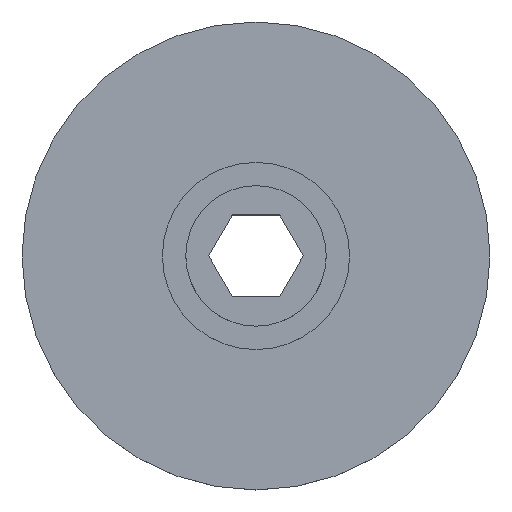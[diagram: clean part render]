
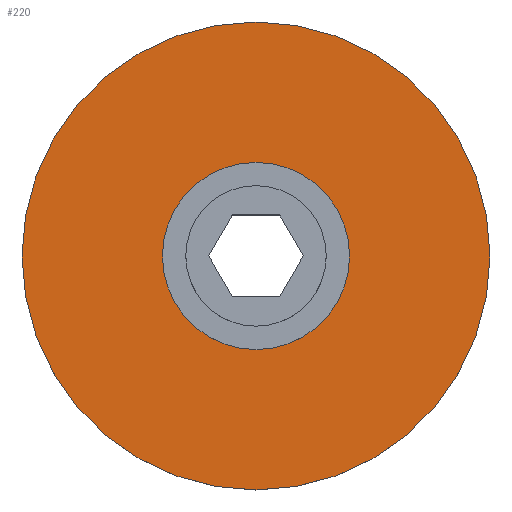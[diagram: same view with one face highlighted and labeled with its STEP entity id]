
A CAD part, top view. The second image highlights one B-rep face of the part: STEP entity #220.
In plain terms, the highlighted planar face has unit normal (0, 0, 1).
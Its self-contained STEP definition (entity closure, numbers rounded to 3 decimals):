
#17=FACE_BOUND('',#56,.T.);
#27=PLANE('',#253);
#40=FACE_OUTER_BOUND('',#55,.T.);
#55=EDGE_LOOP('',(#197));
#56=EDGE_LOOP('',(#198));
#104=CIRCLE('',#242,8.);
#105=CIRCLE('',#251,20.);
#116=VERTEX_POINT('',#339);
#123=VERTEX_POINT('',#368);
#136=EDGE_CURVE('',#116,#116,#104,.T.);
#149=EDGE_CURVE('',#123,#123,#105,.T.);
#197=ORIENTED_EDGE('',*,*,#149,.T.);
#198=ORIENTED_EDGE('',*,*,#136,.T.);
#220=ADVANCED_FACE('',(#40,#17),#27,.T.);
#242=AXIS2_PLACEMENT_3D('',#341,#277,#278);
#251=AXIS2_PLACEMENT_3D('',#369,#307,#308);
#253=AXIS2_PLACEMENT_3D('',#373,#312,#313);
#277=DIRECTION('center_axis',(0.,0.,-1.));
#278=DIRECTION('ref_axis',(-1.,0.,0.));
#307=DIRECTION('center_axis',(0.,0.,1.));
#308=DIRECTION('ref_axis',(1.,0.,0.));
#312=DIRECTION('center_axis',(0.,0.,1.));
#313=DIRECTION('ref_axis',(1.,0.,0.));
#339=CARTESIAN_POINT('',(8.,0.,2.));
#341=CARTESIAN_POINT('Origin',(0.,0.,2.));
#368=CARTESIAN_POINT('',(-20.,0.,2.));
#369=CARTESIAN_POINT('Origin',(0.,0.,2.));
#373=CARTESIAN_POINT('Origin',(0.,0.,2.));
